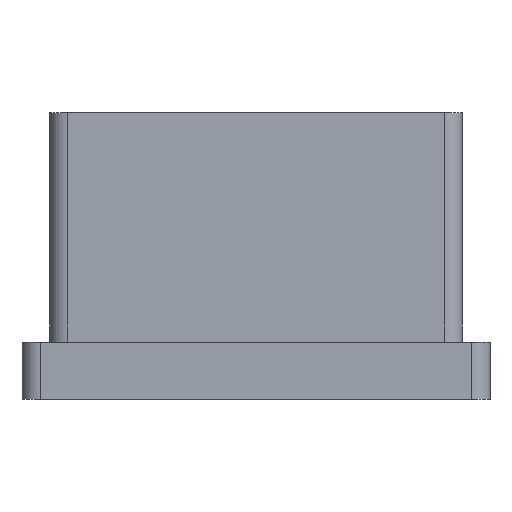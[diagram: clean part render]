
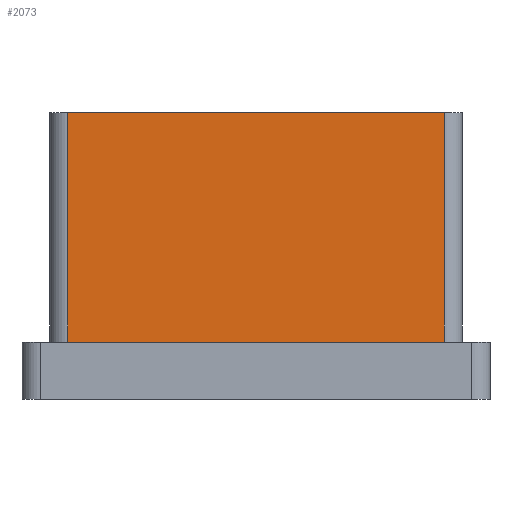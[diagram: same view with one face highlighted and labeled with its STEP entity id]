
A CAD part, front view. The second image highlights one B-rep face of the part: STEP entity #2073.
In plain terms, the highlighted planar face has unit normal (0, -1, 0).
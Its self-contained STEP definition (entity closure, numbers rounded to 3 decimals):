
#140=PLANE('',#2209);
#191=FACE_OUTER_BOUND('',#308,.T.);
#308=EDGE_LOOP('',(#1427,#1428,#1429,#1430));
#454=LINE('',#2912,#636);
#455=LINE('',#2914,#637);
#456=LINE('',#2916,#638);
#457=LINE('',#2917,#639);
#636=VECTOR('',#2408,10.414);
#637=VECTOR('',#2409,6.35);
#638=VECTOR('',#2410,10.414);
#639=VECTOR('',#2411,6.35);
#887=VERTEX_POINT('',#2910);
#888=VERTEX_POINT('',#2911);
#889=VERTEX_POINT('',#2913);
#890=VERTEX_POINT('',#2915);
#1104=EDGE_CURVE('',#887,#888,#454,.T.);
#1105=EDGE_CURVE('',#887,#889,#455,.T.);
#1106=EDGE_CURVE('',#889,#890,#456,.T.);
#1107=EDGE_CURVE('',#890,#888,#457,.T.);
#1427=ORIENTED_EDGE('',*,*,#1104,.F.);
#1428=ORIENTED_EDGE('',*,*,#1105,.T.);
#1429=ORIENTED_EDGE('',*,*,#1106,.T.);
#1430=ORIENTED_EDGE('',*,*,#1107,.T.);
#2073=ADVANCED_FACE('',(#191),#140,.T.);
#2209=AXIS2_PLACEMENT_3D('',#2909,#2406,#2407);
#2406=DIRECTION('center_axis',(0.,-1.,0.));
#2407=DIRECTION('ref_axis',(0.,0.,-1.));
#2408=DIRECTION('',(1.,0.,0.));
#2409=DIRECTION('',(0.,0.,-1.));
#2410=DIRECTION('',(1.,0.,0.));
#2411=DIRECTION('',(0.,0.,1.));
#2909=CARTESIAN_POINT('Origin',(-5.715,-5.715,-4.572));
#2910=CARTESIAN_POINT('',(-5.207,-5.715,1.778));
#2911=CARTESIAN_POINT('',(5.207,-5.715,1.778));
#2912=CARTESIAN_POINT('',(-5.207,-5.715,1.778));
#2913=CARTESIAN_POINT('',(-5.207,-5.715,-4.572));
#2914=CARTESIAN_POINT('',(-5.207,-5.715,1.778));
#2915=CARTESIAN_POINT('',(5.207,-5.715,-4.572));
#2916=CARTESIAN_POINT('',(-5.207,-5.715,-4.572));
#2917=CARTESIAN_POINT('',(5.207,-5.715,-4.572));
